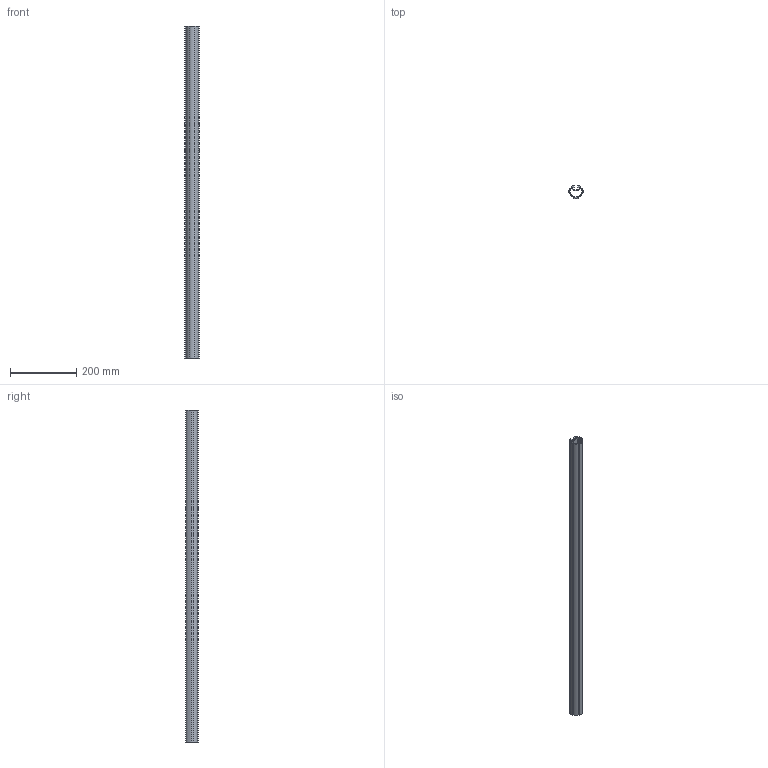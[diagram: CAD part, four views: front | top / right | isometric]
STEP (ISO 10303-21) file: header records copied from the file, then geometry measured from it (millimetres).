
FILE_DESCRIPTION (( 'STEP AP214' ), '1' );
FILE_NAME ('Ñáîðêà9.STEP', '2023-10-31T14:42:16', ( '' ), ( '' ), 'SwSTEP 2.0', 'SolidWorks 2022', '' );
FILE_SCHEMA (( 'AUTOMOTIVE_DESIGN' ));
Length unit declared in the file: millimetre
Products named in the file (2): 443UPL Профиль трубный Φ43 с пазом 10мм (Ан. серебро)_00; Сборка9
Assembly tree (1 placements, depth 2):
  Сборка9
    443UPL Профиль трубный Φ43 с пазом 10мм (Ан. серебро)_00
Bounding box: 43 x 39 x 1000 mm (x, y, z)
Volume: 365950.5 mm3; surface area: 294751 mm2
Topology: 1 solids, 1 shells, 72 faces, 210 edges, 140 vertices
Faces by surface type: cylinder 41, plane 31
Entity records: 2486 total; most frequent: DIRECTION 444, CARTESIAN_POINT 426, ORIENTED_EDGE 420, EDGE_CURVE 210, AXIS2_PLACEMENT_3D 158, VERTEX_POINT 140, LINE 128, VECTOR 128
